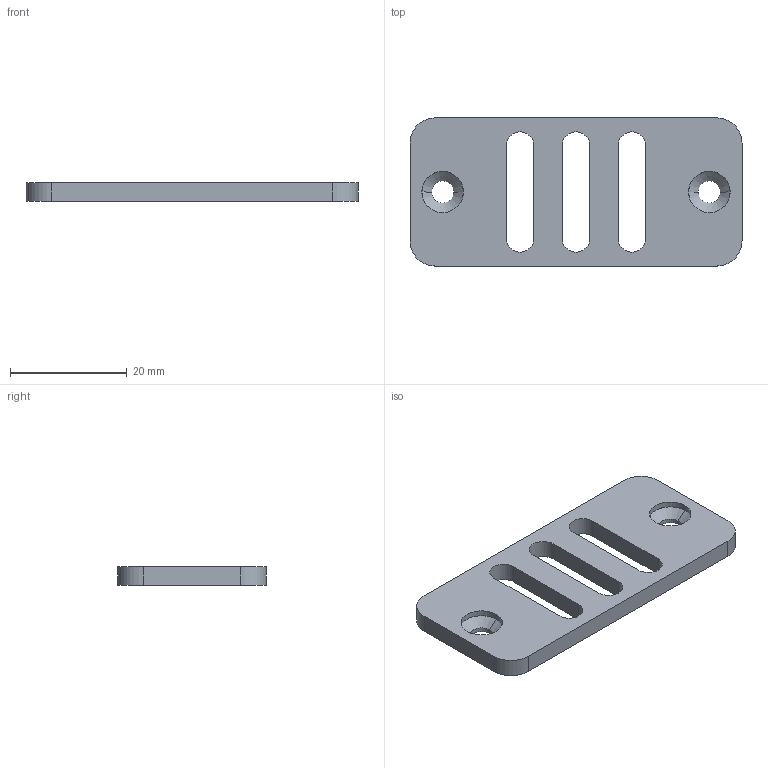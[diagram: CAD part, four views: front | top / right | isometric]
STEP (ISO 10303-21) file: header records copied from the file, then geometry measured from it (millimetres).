
FILE_DESCRIPTION((''),'2;1');
FILE_NAME('PLATE_VALVE_PORT_2_ASS_Y_SLDP__','2016-12-07T',('cxl300'),(''),'PRO/ENGINEER BY PARAMETRIC TECHNOLOGY CORPORATION, 2013230','PRO/ENGINEER BY PARAMETRIC TECHNOLOGY CORPORATION, 2013230','');
FILE_SCHEMA(('CONFIG_CONTROL_DESIGN','GEOMETRIC_VALIDATION_PROPERTIES_MIM'));
Length unit declared in the file: millimetre
Products named in the file (1): PLATE_VALVE_PORT_2_ASS_Y_SLDP__
Bounding box: 56.9 x 25.4 x 3.17 mm (x, y, z)
Volume: 3486.1 mm3; surface area: 3279 mm2
Topology: 1 solids, 1 shells, 36 faces, 92 edges, 60 vertices
Faces by surface type: cylinder 18, plane 14, cone 4
Entity records: 1211 total; most frequent: DIRECTION 204, CARTESIAN_POINT 190, ORIENTED_EDGE 184, EDGE_CURVE 92, AXIS2_PLACEMENT_3D 76, VERTEX_POINT 60, VECTOR 52, LINE 52
